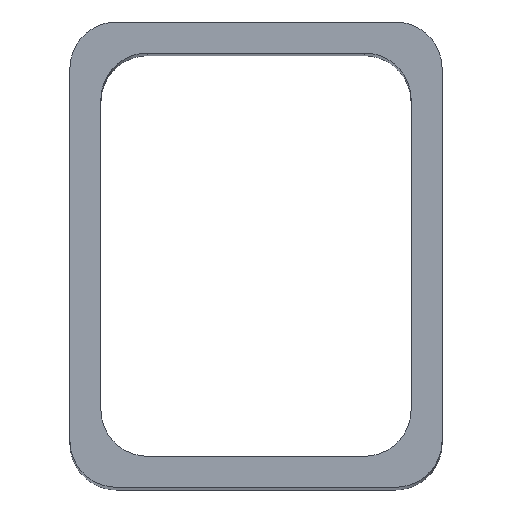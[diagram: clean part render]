
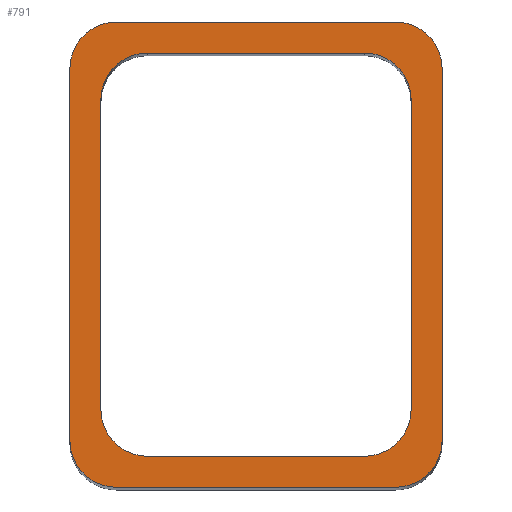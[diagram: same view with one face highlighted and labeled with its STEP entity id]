
A CAD part, top view. The second image highlights one B-rep face of the part: STEP entity #791.
In plain terms, the highlighted planar face has unit normal (0, 0, 1).
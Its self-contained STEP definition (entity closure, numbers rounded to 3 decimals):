
#2 = EDGE_CURVE ( 'NONE', #187, #651, #157, .T. ) ;
#23 = CARTESIAN_POINT ( 'NONE',  ( -9., 15., 0. ) ) ;
#24 = EDGE_CURVE ( 'NONE', #573, #198, #894, .T. ) ;
#38 = DIRECTION ( 'NONE',  ( 1., 0., 0. ) ) ;
#47 = CARTESIAN_POINT ( 'NONE',  ( -10., -10., 0. ) ) ;
#53 = ORIENTED_EDGE ( 'NONE', *, *, #910, .F. ) ;
#83 = DIRECTION ( 'NONE',  ( 0., 0., 1. ) ) ;
#94 = CARTESIAN_POINT ( 'NONE',  ( 9., 12., 0. ) ) ;
#109 = VECTOR ( 'NONE', #384, 1000. ) ;
#116 = VERTEX_POINT ( 'NONE', #381 ) ;
#121 = CIRCLE ( 'NONE', #392, 3. ) ;
#139 = CIRCLE ( 'NONE', #246, 3. ) ;
#142 = VERTEX_POINT ( 'NONE', #683 ) ;
#146 = ORIENTED_EDGE ( 'NONE', *, *, #836, .F. ) ;
#148 = CARTESIAN_POINT ( 'NONE',  ( -10., -10., 0. ) ) ;
#157 = CIRCLE ( 'NONE', #444, 3. ) ;
#168 = CARTESIAN_POINT ( 'NONE',  ( 10., -10., 0. ) ) ;
#172 = ORIENTED_EDGE ( 'NONE', *, *, #908, .F. ) ;
#176 = CARTESIAN_POINT ( 'NONE',  ( 7., -10., 0. ) ) ;
#177 = CARTESIAN_POINT ( 'NONE',  ( -10., 10., 0. ) ) ;
#179 = DIRECTION ( 'NONE',  ( 0., 0., 1. ) ) ;
#187 = VERTEX_POINT ( 'NONE', #23 ) ;
#191 = DIRECTION ( 'NONE',  ( 0., 0., 1. ) ) ;
#198 = VERTEX_POINT ( 'NONE', #177 ) ;
#211 = CARTESIAN_POINT ( 'NONE',  ( -12., -12., 0. ) ) ;
#221 = DIRECTION ( 'NONE',  ( 0., -1., 0. ) ) ;
#223 = ORIENTED_EDGE ( 'NONE', *, *, #354, .F. ) ;
#228 = LINE ( 'NONE', #168, #722 ) ;
#237 = VERTEX_POINT ( 'NONE', #865 ) ;
#245 = VECTOR ( 'NONE', #455, 1000. ) ;
#246 = AXIS2_PLACEMENT_3D ( 'NONE', #94, #625, #554 ) ;
#255 = CARTESIAN_POINT ( 'NONE',  ( -7., -13., 0. ) ) ;
#271 = DIRECTION ( 'NONE',  ( 0., 0., 1. ) ) ;
#276 = AXIS2_PLACEMENT_3D ( 'NONE', #895, #191, #817 ) ;
#281 = EDGE_CURVE ( 'NONE', #673, #187, #403, .T. ) ;
#290 = DIRECTION ( 'NONE',  ( 1., 0., 0. ) ) ;
#294 = VECTOR ( 'NONE', #221, 1000. ) ;
#297 = LINE ( 'NONE', #148, #245 ) ;
#301 = VERTEX_POINT ( 'NONE', #567 ) ;
#305 = VERTEX_POINT ( 'NONE', #880 ) ;
#313 = CARTESIAN_POINT ( 'NONE',  ( 9., -12., 0. ) ) ;
#319 = CARTESIAN_POINT ( 'NONE',  ( -7., -10., 0. ) ) ;
#329 = CIRCLE ( 'NONE', #877, 3. ) ;
#338 = VERTEX_POINT ( 'NONE', #47 ) ;
#354 = EDGE_CURVE ( 'NONE', #301, #734, #418, .T. ) ;
#357 = VERTEX_POINT ( 'NONE', #576 ) ;
#365 = EDGE_CURVE ( 'NONE', #614, #357, #507, .T. ) ;
#368 = LINE ( 'NONE', #595, #637 ) ;
#374 = FACE_OUTER_BOUND ( 'NONE', #593, .T. ) ;
#381 = CARTESIAN_POINT ( 'NONE',  ( 9., -15., 0. ) ) ;
#384 = DIRECTION ( 'NONE',  ( 1., 0., 0. ) ) ;
#388 = CARTESIAN_POINT ( 'NONE',  ( -12., 12., 0. ) ) ;
#391 = ORIENTED_EDGE ( 'NONE', *, *, #365, .F. ) ;
#392 = AXIS2_PLACEMENT_3D ( 'NONE', #574, #179, #723 ) ;
#403 = LINE ( 'NONE', #715, #653 ) ;
#409 = CARTESIAN_POINT ( 'NONE',  ( 12., -12., 0. ) ) ;
#418 = LINE ( 'NONE', #255, #545 ) ;
#419 = CARTESIAN_POINT ( 'NONE',  ( -9., 12., 0. ) ) ;
#437 = ORIENTED_EDGE ( 'NONE', *, *, #281, .T. ) ;
#439 = LINE ( 'NONE', #536, #992 ) ;
#444 = AXIS2_PLACEMENT_3D ( 'NONE', #419, #271, #906 ) ;
#455 = DIRECTION ( 'NONE',  ( 0., -1., 0. ) ) ;
#460 = AXIS2_PLACEMENT_3D ( 'NONE', #313, #724, #793 ) ;
#462 = LINE ( 'NONE', #211, #294 ) ;
#473 = DIRECTION ( 'NONE',  ( -1., 0., 0. ) ) ;
#483 = EDGE_CURVE ( 'NONE', #704, #305, #368, .T. ) ;
#490 = DIRECTION ( 'NONE',  ( 0., 0., 1. ) ) ;
#507 = CIRCLE ( 'NONE', #276, 3. ) ;
#512 = EDGE_CURVE ( 'NONE', #357, #573, #439, .T. ) ;
#536 = CARTESIAN_POINT ( 'NONE',  ( -7., 13., 0. ) ) ;
#538 = DIRECTION ( 'NONE',  ( 0., 0., 1. ) ) ;
#541 = CARTESIAN_POINT ( 'NONE',  ( -9., -15., 0. ) ) ;
#545 = VECTOR ( 'NONE', #38, 1000. ) ;
#553 = CARTESIAN_POINT ( 'NONE',  ( -9., -15., 0. ) ) ;
#554 = DIRECTION ( 'NONE',  ( -1., 0., 0. ) ) ;
#563 = AXIS2_PLACEMENT_3D ( 'NONE', #994, #83, #290 ) ;
#567 = CARTESIAN_POINT ( 'NONE',  ( -7., -13., 0. ) ) ;
#569 = EDGE_CURVE ( 'NONE', #237, #614, #228, .T. ) ;
#573 = VERTEX_POINT ( 'NONE', #947 ) ;
#574 = CARTESIAN_POINT ( 'NONE',  ( -9., -12., 0. ) ) ;
#576 = CARTESIAN_POINT ( 'NONE',  ( 7., 13., 0. ) ) ;
#580 = VERTEX_POINT ( 'NONE', #553 ) ;
#584 = ORIENTED_EDGE ( 'NONE', *, *, #822, .T. ) ;
#593 = EDGE_LOOP ( 'NONE', ( #870, #786, #802, #437, #964, #584, #898, #763 ) ) ;
#595 = CARTESIAN_POINT ( 'NONE',  ( 12., -12., 0. ) ) ;
#603 = DIRECTION ( 'NONE',  ( -1., 0., 0. ) ) ;
#606 = CIRCLE ( 'NONE', #814, 3. ) ;
#614 = VERTEX_POINT ( 'NONE', #792 ) ;
#618 = PLANE ( 'NONE',  #563 ) ;
#625 = DIRECTION ( 'NONE',  ( 0., 0., 1. ) ) ;
#634 = DIRECTION ( 'NONE',  ( -1., 0., 0. ) ) ;
#637 = VECTOR ( 'NONE', #909, 1000. ) ;
#651 = VERTEX_POINT ( 'NONE', #388 ) ;
#653 = VECTOR ( 'NONE', #634, 1000. ) ;
#673 = VERTEX_POINT ( 'NONE', #710 ) ;
#683 = CARTESIAN_POINT ( 'NONE',  ( -12., -12., 0. ) ) ;
#691 = AXIS2_PLACEMENT_3D ( 'NONE', #772, #538, #603 ) ;
#693 = LINE ( 'NONE', #541, #109 ) ;
#704 = VERTEX_POINT ( 'NONE', #409 ) ;
#707 = EDGE_CURVE ( 'NONE', #142, #580, #121, .T. ) ;
#710 = CARTESIAN_POINT ( 'NONE',  ( 9., 15., 0. ) ) ;
#714 = DIRECTION ( 'NONE',  ( 0., 1., 0. ) ) ;
#715 = CARTESIAN_POINT ( 'NONE',  ( -9., 15., 0. ) ) ;
#718 = DIRECTION ( 'NONE',  ( 0., 0., 1. ) ) ;
#722 = VECTOR ( 'NONE', #714, 1000. ) ;
#723 = DIRECTION ( 'NONE',  ( -1., 0., 0. ) ) ;
#724 = DIRECTION ( 'NONE',  ( 0., 0., 1. ) ) ;
#734 = VERTEX_POINT ( 'NONE', #851 ) ;
#763 = ORIENTED_EDGE ( 'NONE', *, *, #854, .T. ) ;
#772 = CARTESIAN_POINT ( 'NONE',  ( -7., 10., 0. ) ) ;
#786 = ORIENTED_EDGE ( 'NONE', *, *, #483, .T. ) ;
#788 = FACE_BOUND ( 'NONE', #971, .T. ) ;
#791 = ADVANCED_FACE ( 'NONE', ( #788, #374 ), #618, .T. ) ;
#792 = CARTESIAN_POINT ( 'NONE',  ( 10., 10., 0. ) ) ;
#793 = DIRECTION ( 'NONE',  ( 1., 0., 0. ) ) ;
#800 = DIRECTION ( 'NONE',  ( 1., 0., 0. ) ) ;
#802 = ORIENTED_EDGE ( 'NONE', *, *, #963, .T. ) ;
#814 = AXIS2_PLACEMENT_3D ( 'NONE', #319, #718, #473 ) ;
#817 = DIRECTION ( 'NONE',  ( -1., 0., 0. ) ) ;
#818 = ORIENTED_EDGE ( 'NONE', *, *, #512, .F. ) ;
#822 = EDGE_CURVE ( 'NONE', #651, #142, #462, .T. ) ;
#836 = EDGE_CURVE ( 'NONE', #198, #338, #297, .T. ) ;
#851 = CARTESIAN_POINT ( 'NONE',  ( 7., -13., 0. ) ) ;
#854 = EDGE_CURVE ( 'NONE', #580, #116, #693, .T. ) ;
#865 = CARTESIAN_POINT ( 'NONE',  ( 10., -10., 0. ) ) ;
#870 = ORIENTED_EDGE ( 'NONE', *, *, #928, .T. ) ;
#877 = AXIS2_PLACEMENT_3D ( 'NONE', #176, #490, #800 ) ;
#880 = CARTESIAN_POINT ( 'NONE',  ( 12., 12., 0. ) ) ;
#894 = CIRCLE ( 'NONE', #691, 3. ) ;
#895 = CARTESIAN_POINT ( 'NONE',  ( 7., 10., 0. ) ) ;
#898 = ORIENTED_EDGE ( 'NONE', *, *, #707, .T. ) ;
#906 = DIRECTION ( 'NONE',  ( -1., 0., 0. ) ) ;
#908 = EDGE_CURVE ( 'NONE', #338, #301, #606, .T. ) ;
#909 = DIRECTION ( 'NONE',  ( 0., 1., 0. ) ) ;
#910 = EDGE_CURVE ( 'NONE', #734, #237, #329, .T. ) ;
#928 = EDGE_CURVE ( 'NONE', #116, #704, #980, .T. ) ;
#947 = CARTESIAN_POINT ( 'NONE',  ( -7., 13., 0. ) ) ;
#950 = ORIENTED_EDGE ( 'NONE', *, *, #24, .F. ) ;
#963 = EDGE_CURVE ( 'NONE', #305, #673, #139, .T. ) ;
#964 = ORIENTED_EDGE ( 'NONE', *, *, #2, .T. ) ;
#971 = EDGE_LOOP ( 'NONE', ( #53, #223, #172, #146, #950, #818, #391, #986 ) ) ;
#980 = CIRCLE ( 'NONE', #460, 3. ) ;
#986 = ORIENTED_EDGE ( 'NONE', *, *, #569, .F. ) ;
#987 = DIRECTION ( 'NONE',  ( -1., 0., 0. ) ) ;
#992 = VECTOR ( 'NONE', #987, 1000. ) ;
#994 = CARTESIAN_POINT ( 'NONE',  ( 9., -12., 0. ) ) ;
